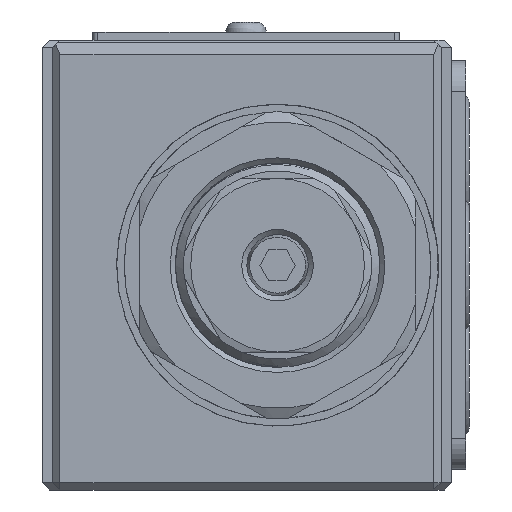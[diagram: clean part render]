
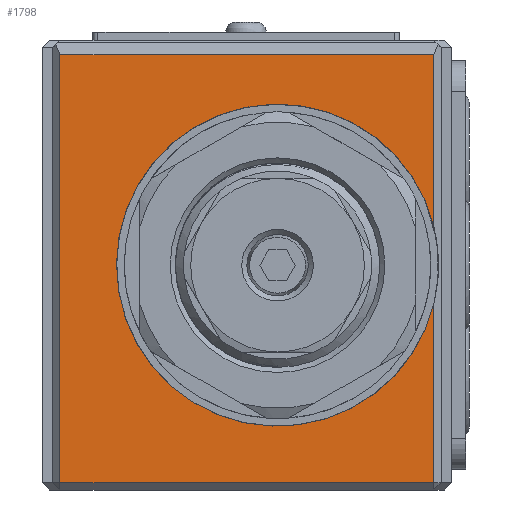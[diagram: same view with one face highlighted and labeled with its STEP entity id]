
A CAD part, left-side view. The second image highlights one B-rep face of the part: STEP entity #1798.
In plain terms, the highlighted planar face has unit normal (-1, 0, 0).
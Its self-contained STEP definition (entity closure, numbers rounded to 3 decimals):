
#681=PLANE('',#5166);
#839=LINE('',#10660,#1092);
#840=LINE('',#10663,#1093);
#841=LINE('',#10667,#1094);
#842=LINE('',#10669,#1095);
#843=LINE('',#10671,#1096);
#1092=VECTOR('',#5854,1.);
#1093=VECTOR('',#5855,1.);
#1094=VECTOR('',#5858,1.);
#1095=VECTOR('',#5859,1.);
#1096=VECTOR('',#5860,1.);
#1382=FACE_OUTER_BOUND('',#2556,.T.);
#1567=CIRCLE('',#5165,15.75);
#1798=ADVANCED_FACE('',(#1382),#681,.T.);
#2556=EDGE_LOOP('',(#3176,#3177,#3178,#3179,#3180,#3181));
#3176=ORIENTED_EDGE('',*,*,#4550,.T.);
#3177=ORIENTED_EDGE('',*,*,#4551,.T.);
#3178=ORIENTED_EDGE('',*,*,#4552,.F.);
#3179=ORIENTED_EDGE('',*,*,#4553,.T.);
#3180=ORIENTED_EDGE('',*,*,#4554,.T.);
#3181=ORIENTED_EDGE('',*,*,#4555,.T.);
#4104=VERTEX_POINT('',#10661);
#4105=VERTEX_POINT('',#10662);
#4106=VERTEX_POINT('',#10664);
#4107=VERTEX_POINT('',#10666);
#4108=VERTEX_POINT('',#10668);
#4109=VERTEX_POINT('',#10670);
#4550=EDGE_CURVE('',#4104,#4105,#839,.T.);
#4551=EDGE_CURVE('',#4105,#4106,#840,.T.);
#4552=EDGE_CURVE('',#4107,#4106,#1567,.T.);
#4553=EDGE_CURVE('',#4107,#4108,#841,.T.);
#4554=EDGE_CURVE('',#4108,#4109,#842,.T.);
#4555=EDGE_CURVE('',#4109,#4104,#843,.T.);
#5165=AXIS2_PLACEMENT_3D('',#10665,#5856,#5857);
#5166=AXIS2_PLACEMENT_3D('',#10672,#5861,#5862);
#5854=DIRECTION('',(0.,-1.,0.));
#5855=DIRECTION('',(0.,0.,1.));
#5856=DIRECTION('',(-1.,0.,0.));
#5857=DIRECTION('',(0.,0.,1.));
#5858=DIRECTION('',(0.,0.,1.));
#5859=DIRECTION('',(0.,1.,0.));
#5860=DIRECTION('',(0.,0.,-1.));
#5861=DIRECTION('',(-1.,0.,0.));
#5862=DIRECTION('',(0.,0.,-1.));
#10660=CARTESIAN_POINT('',(16.818,52.312,-21.3));
#10661=CARTESIAN_POINT('',(16.818,89.612,-21.3));
#10662=CARTESIAN_POINT('',(16.818,53.012,-21.3));
#10663=CARTESIAN_POINT('',(16.818,53.012,22.));
#10664=CARTESIAN_POINT('',(16.818,53.012,-3.738));
#10665=CARTESIAN_POINT('',(16.818,68.312,0.));
#10666=CARTESIAN_POINT('',(16.818,53.012,3.738));
#10667=CARTESIAN_POINT('',(16.818,53.012,22.));
#10668=CARTESIAN_POINT('',(16.818,53.012,20.6));
#10669=CARTESIAN_POINT('',(16.818,52.312,20.6));
#10670=CARTESIAN_POINT('',(16.818,89.612,20.6));
#10671=CARTESIAN_POINT('',(16.818,89.612,22.));
#10672=CARTESIAN_POINT('',(16.818,52.312,22.));
